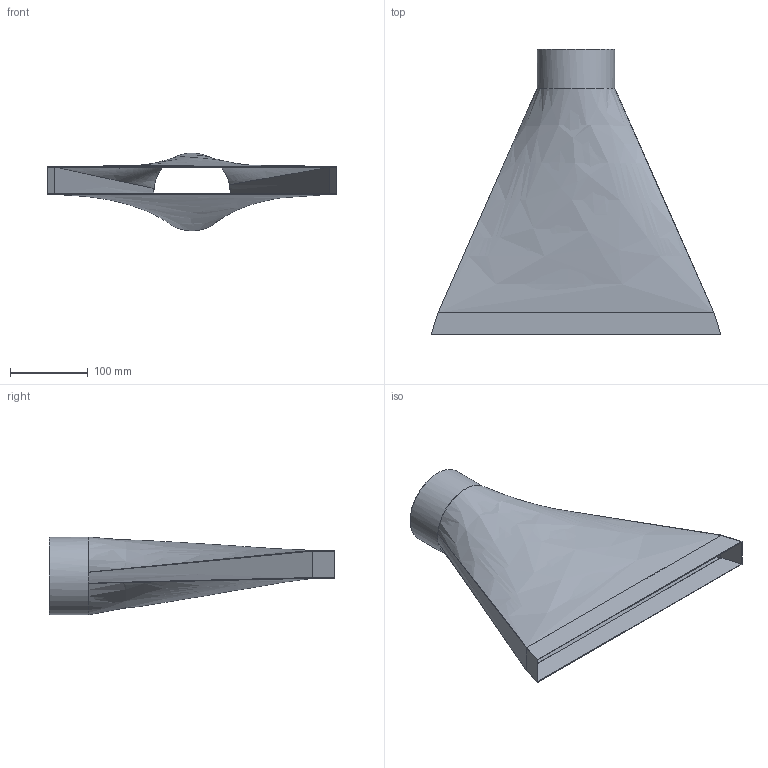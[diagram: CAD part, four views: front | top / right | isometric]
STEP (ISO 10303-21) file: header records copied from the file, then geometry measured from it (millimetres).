
FILE_DESCRIPTION(('HOOPS Exchange Step'),'2;1');
FILE_NAME('temp_export','2024-10-24T22:37:52+02:00',('jeromebrigaud'),('Shapr3D Limited'),'HOOPS Exchange 2024.2','Shapr3D','Authorized');
FILE_SCHEMA( ('AP242_MANAGED_MODEL_BASED_3D_ENGINEERING_MIM_LF {1 0 10303 442 1 1 4 }') );
Length unit declared in the file: millimetre
Products named in the file (1): root
Bounding box: 372 x 366.75 x 100 mm (x, y, z)
Volume: 190612.9 mm3; surface area: 382305.9 mm2
Topology: 1 solids, 1 shells, 20 faces, 58 edges, 40 vertices
Faces by surface type: plane 10, bspline 8, cylinder 2
Full cylindrical faces by diameter (mm): 98 x1, 100 x1
Entity records: 12059 total; most frequent: CARTESIAN_POINT 11549, ORIENTED_EDGE 116, DIRECTION 70, EDGE_CURVE 58, VERTEX_POINT 40, VECTOR 26, LINE 26, B_SPLINE_CURVE_WITH_KNOTS 24
